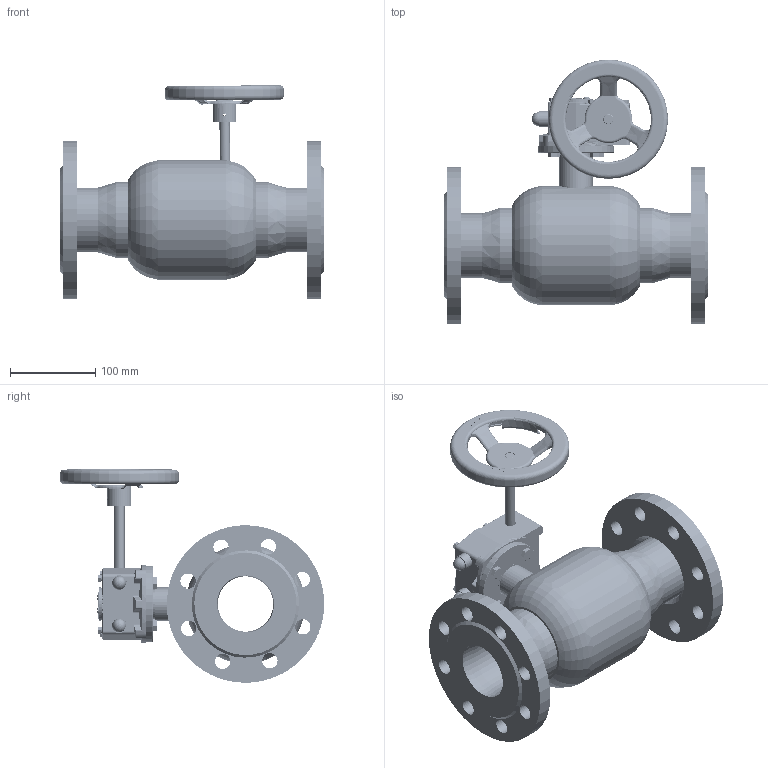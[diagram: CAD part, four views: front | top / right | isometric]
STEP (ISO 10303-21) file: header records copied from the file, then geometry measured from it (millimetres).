
FILE_DESCRIPTION (( 'STEP AP214' ), '1' );
FILE_NAME ('籵噤DN65楊擘恘謫⑩概PN16.STEP', '2026-01-28T03:12:38', ( '' ), ( '' ), 'SwSTEP 2.0', 'SolidWorks 2022', '' );
FILE_SCHEMA (( 'AUTOMOTIVE_DESIGN' ));
Length unit declared in the file: millimetre
Products named in the file (26): 忒謫.stp; Q61F-80-5粣杶; M07恦謫; 鞠M5-16.stp; Q61F-80-1概极樓馱; 通径DN65法兰蜗轮球阀PN16; M07.stp; 眊极.stp; 源蝶輸.stp; 38-2.65.stp; luomu8.stp; 65籵噤傻諉(1) - 帤蜊埻; 恘謫.stp; 蹟隊M4-8.stp; hexagon head bolts-full thread gb_GB_FASTENER_BOLT_STBAB A M8X16-N; 蝶簽.stp; 80-100攫; 階M8-35.stp; 硌尨齪.stp; 源粣杶.stp; 恘裝.stp; 粟种4-28.stp; 眊裔.stp; 粟菜5.stp; AXK1225.stp; 65F楊擘 1.6-
Assembly tree (47 placements, depth 4):
  通径DN65法兰蜗轮球阀PN16
    Q61F-80-1概极樓馱
    Q61F-80-5粣杶
    80-100攫
    M07恦謫
      M07.stp
        眊极.stp
        恘謫.stp
        38-2.65.stp  x2
        階M8-35.stp  x2
        luomu8.stp  x2
        蝶簽.stp  x2
        恘裝.stp
        AXK1225.stp  x2
        源粣杶.stp  x2
        源蝶輸.stp
        眊裔.stp
        粟菜5.stp  x6
        鞠M5-16.stp  x6
        硌尨齪.stp
        蹟隊M4-8.stp  x2
        粟种4-28.stp
        忒謫.stp
    hexagon head bolts-full thread gb_GB_FASTENER_BOLT_STBAB A M8X16-N  x4
    65籵噤傻諉(1) - 帤蜊埻  x2
    65F楊擘 1.6-  x2
Bounding box: 310 x 310.46 x 250.66 mm (x, y, z)
Volume: 1905210.2 mm3; surface area: 581895.7 mm2
Topology: 45 solids, 45 shells, 3447 faces, 9483 edges, 6181 vertices
Faces by surface type: cylinder 2044, plane 808, cone 290, bspline 198, torus 97, sphere 10
Entity records: 145441 total; most frequent: CARTESIAN_POINT 86280, ORIENTED_EDGE 13564, DIRECTION 9831, EDGE_CURVE 6782, VERTEX_POINT 4431, AXIS2_PLACEMENT_3D 3666, B_SPLINE_CURVE_WITH_KNOTS 2918, EDGE_LOOP 2653
